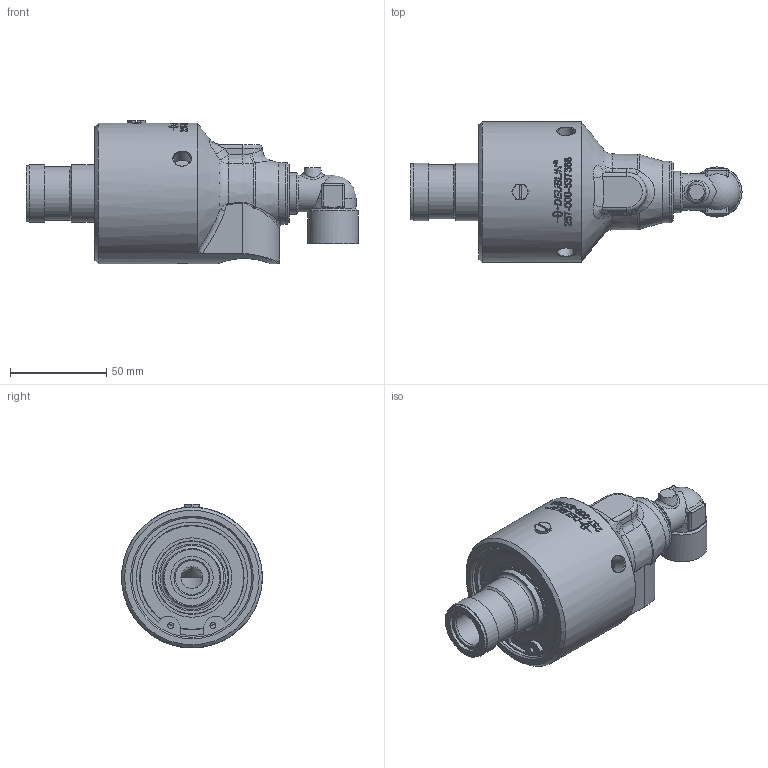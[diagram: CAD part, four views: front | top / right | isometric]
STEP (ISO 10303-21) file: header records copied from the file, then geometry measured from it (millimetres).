
FILE_DESCRIPTION((''),'2;1');
FILE_NAME('257-000-537368-IC.stp','2015-07-07T14:19:25',('mvelte'),(''),'Autodesk Inventor 2013','Autodesk Inventor 2013','');
FILE_SCHEMA(('AUTOMOTIVE_DESIGN { 1 0 10303 214 1 1 1 1 }'));
Length unit declared in the file: millimetre
Products named in the file (1): 257-000-537368-IC
Bounding box: 172.18 x 72.92 x 74.59 mm (x, y, z)
Volume: 284072.9 mm3; surface area: 54009.9 mm2
Topology: 1 solids, 5 shells, 614 faces, 1599 edges, 1031 vertices
Faces by surface type: bspline 318, plane 140, cylinder 95, cone 36, sphere 13, torus 12
Full cylindrical faces by diameter (mm): 3.12 x4, 8.6 x3, 11.445 x1, 17.475 x1, 17.5 x1, 19 x1, 22 x1, 22.631 x1, 26 x1, 27.83 x1, 27.983 x1, 29 x1, 29.3 x1, 29.983 x1, 30 x1, 32 x1, 34.7 x1, 39.055 x1, 41.2 x1, 53.7 x1, 54.1 x1, 55.3 x1, 62.05 x1, 73 x1
Entity records: 75624 total; most frequent: CARTESIAN_POINT 63016, ORIENTED_EDGE 3008, DIRECTION 1594, EDGE_CURVE 1504, VERTEX_POINT 1001, B_SPLINE_CURVE_WITH_KNOTS 744, EDGE_LOOP 733, FACE_OUTER_BOUND 614
